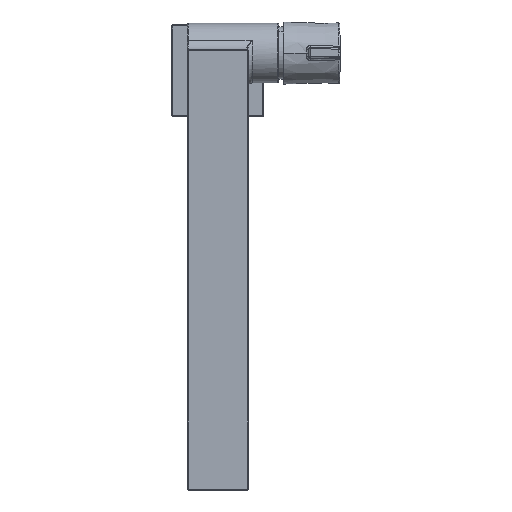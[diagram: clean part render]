
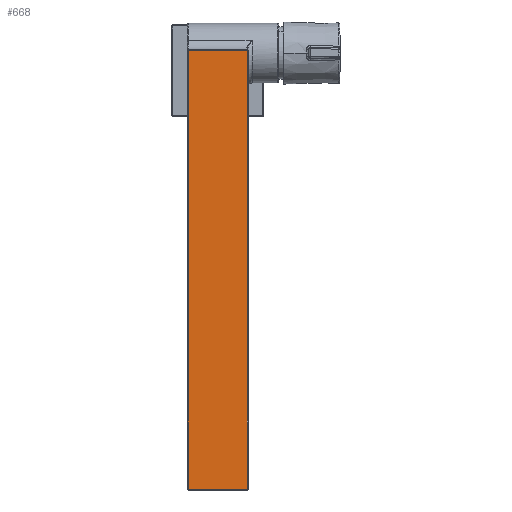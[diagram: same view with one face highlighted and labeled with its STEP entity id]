
A CAD part, top view. The second image highlights one B-rep face of the part: STEP entity #668.
In plain terms, the highlighted face is planar.
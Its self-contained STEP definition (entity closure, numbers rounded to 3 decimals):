
#142 = ORIENTED_EDGE ( 'NONE', *, *, #3510, .T. ) ;
#327 = CARTESIAN_POINT ( 'NONE',  ( 252.75, 161., 18.25 ) ) ;
#668 = ADVANCED_FACE ( 'NONE', ( #810 ), #2815, .F. ) ;
#763 = DIRECTION ( 'NONE',  ( 1., 0., 0. ) ) ;
#810 = FACE_OUTER_BOUND ( 'NONE', #1264, .T. ) ;
#1066 = CARTESIAN_POINT ( 'NONE',  ( 252.25, 161., 17.75 ) ) ;
#1136 = CARTESIAN_POINT ( 'NONE',  ( 252.25, 161., -17.75 ) ) ;
#1168 = VERTEX_POINT ( 'NONE', #4425 ) ;
#1264 = EDGE_LOOP ( 'NONE', ( #4491, #2417, #142, #3266 ) ) ;
#1349 = EDGE_CURVE ( 'NONE', #4248, #2892, #4986, .T. ) ;
#1494 = DIRECTION ( 'NONE',  ( -1., 0., 0. ) ) ;
#1596 = VECTOR ( 'NONE', #3262, 1000. ) ;
#1599 = AXIS2_PLACEMENT_3D ( 'NONE', #327, #1621, #763 ) ;
#1621 = DIRECTION ( 'NONE',  ( 0., -1., 0. ) ) ;
#1622 = CARTESIAN_POINT ( 'NONE',  ( -11.75, 161., -17.75 ) ) ;
#1638 = CARTESIAN_POINT ( 'NONE',  ( 252.25, 161., 18.25 ) ) ;
#1883 = CARTESIAN_POINT ( 'NONE',  ( -11.75, 161., 18.25 ) ) ;
#1928 = VECTOR ( 'NONE', #1942, 1000. ) ;
#1942 = DIRECTION ( 'NONE',  ( 0., 0., 1. ) ) ;
#1967 = CARTESIAN_POINT ( 'NONE',  ( 252.75, 161., -17.75 ) ) ;
#2093 = VECTOR ( 'NONE', #4264, 1000. ) ;
#2415 = EDGE_CURVE ( 'NONE', #1168, #4248, #4323, .T. ) ;
#2417 = ORIENTED_EDGE ( 'NONE', *, *, #4595, .T. ) ;
#2815 = PLANE ( 'NONE',  #1599 ) ;
#2892 = VERTEX_POINT ( 'NONE', #1136 ) ;
#3171 = LINE ( 'NONE', #1883, #1928 ) ;
#3262 = DIRECTION ( 'NONE',  ( 0., 0., -1. ) ) ;
#3266 = ORIENTED_EDGE ( 'NONE', *, *, #2415, .T. ) ;
#3508 = VECTOR ( 'NONE', #1494, 1000. ) ;
#3510 = EDGE_CURVE ( 'NONE', #5075, #1168, #3171, .T. ) ;
#4248 = VERTEX_POINT ( 'NONE', #1066 ) ;
#4264 = DIRECTION ( 'NONE',  ( 1., 0., 0. ) ) ;
#4323 = LINE ( 'NONE', #5040, #2093 ) ;
#4425 = CARTESIAN_POINT ( 'NONE',  ( -11.75, 161., 17.75 ) ) ;
#4491 = ORIENTED_EDGE ( 'NONE', *, *, #1349, .T. ) ;
#4595 = EDGE_CURVE ( 'NONE', #2892, #5075, #4766, .T. ) ;
#4766 = LINE ( 'NONE', #1967, #3508 ) ;
#4986 = LINE ( 'NONE', #1638, #1596 ) ;
#5040 = CARTESIAN_POINT ( 'NONE',  ( 252.75, 161., 17.75 ) ) ;
#5075 = VERTEX_POINT ( 'NONE', #1622 ) ;
